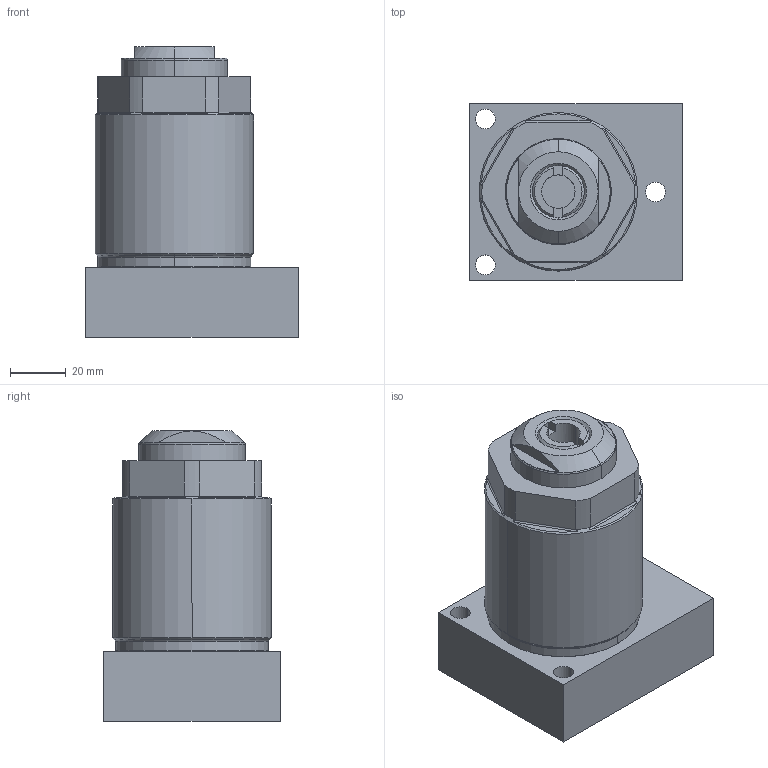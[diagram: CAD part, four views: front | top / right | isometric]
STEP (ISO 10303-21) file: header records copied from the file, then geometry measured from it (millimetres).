
FILE_DESCRIPTION((''),'2;1');
FILE_NAME('ILCM41006004','2010-11-04T',('jdw'),(''),'PRO/ENGINEER BY PARAMETRIC TECHNOLOGY CORPORATION, 2007460','PRO/ENGINEER BY PARAMETRIC TECHNOLOGY CORPORATION, 2007460','');
FILE_SCHEMA(('AUTOMOTIVE_DESIGN_CC2 { 1 2 10303 214 -1 1 5 2 }'));
Length unit declared in the file: millimetre
Products named in the file (1): ILCM41006004
Bounding box: 76.2 x 63.5 x 104.19 mm (x, y, z)
Volume: 293853.7 mm3; surface area: 32623.2 mm2
Topology: 1 solids, 1 shells, 93 faces, 222 edges, 137 vertices
Faces by surface type: plane 37, cylinder 36, cone 14, torus 6
Entity records: 2992 total; most frequent: CARTESIAN_POINT 664, DIRECTION 492, ORIENTED_EDGE 440, EDGE_CURVE 220, AXIS2_PLACEMENT_3D 199, VERTEX_POINT 136, COLOUR_RGB 106, EDGE_LOOP 106
